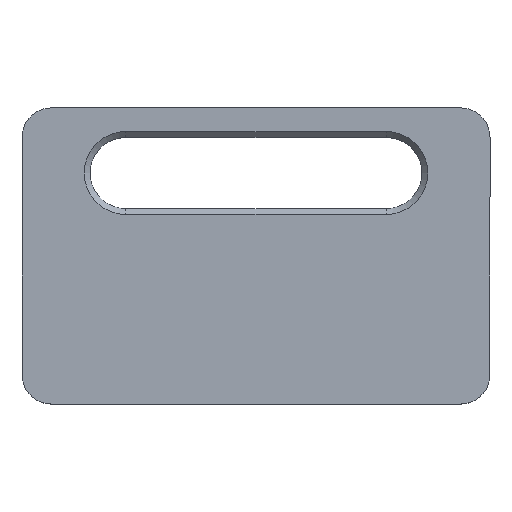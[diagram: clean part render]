
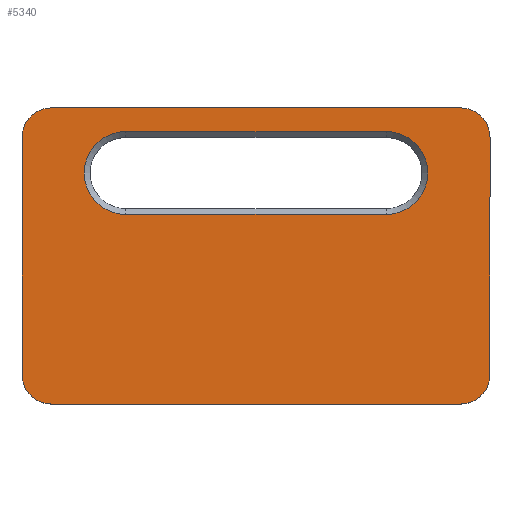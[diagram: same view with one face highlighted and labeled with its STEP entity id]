
A CAD part, top view. The second image highlights one B-rep face of the part: STEP entity #5340.
In plain terms, the highlighted face is planar.
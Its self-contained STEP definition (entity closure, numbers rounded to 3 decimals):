
#319=FACE_BOUND('',#828,.T.);
#369=PLANE('',#5894);
#528=FACE_OUTER_BOUND('',#827,.T.);
#827=EDGE_LOOP('',(#3779,#3780,#3781,#3782,#3783,#3784,#3785,#3786));
#828=EDGE_LOOP('',(#3787,#3788,#3789,#3790));
#1181=LINE('',#8243,#1592);
#1184=LINE('',#8249,#1595);
#1185=LINE('',#8253,#1596);
#1186=LINE('',#8257,#1597);
#1187=LINE('',#8261,#1598);
#1188=LINE('',#8265,#1599);
#1592=VECTOR('',#6635,10.);
#1595=VECTOR('',#6640,10.);
#1596=VECTOR('',#6643,10.);
#1597=VECTOR('',#6646,10.);
#1598=VECTOR('',#6649,10.);
#1599=VECTOR('',#6652,10.);
#1966=CIRCLE('',#5892,10.);
#1967=CIRCLE('',#5895,10.);
#1968=CIRCLE('',#5896,10.);
#1969=CIRCLE('',#5897,10.);
#1970=CIRCLE('',#5898,14.);
#1971=CIRCLE('',#5899,14.);
#2270=VERTEX_POINT('',#8236);
#2271=VERTEX_POINT('',#8238);
#2272=VERTEX_POINT('',#8242);
#2274=VERTEX_POINT('',#8248);
#2275=VERTEX_POINT('',#8250);
#2276=VERTEX_POINT('',#8252);
#2277=VERTEX_POINT('',#8254);
#2278=VERTEX_POINT('',#8256);
#2279=VERTEX_POINT('',#8259);
#2280=VERTEX_POINT('',#8260);
#2281=VERTEX_POINT('',#8262);
#2282=VERTEX_POINT('',#8264);
#2857=EDGE_CURVE('',#2270,#2271,#1966,.T.);
#2859=EDGE_CURVE('',#2271,#2272,#1181,.T.);
#2862=EDGE_CURVE('',#2274,#2270,#1184,.T.);
#2863=EDGE_CURVE('',#2275,#2274,#1967,.T.);
#2864=EDGE_CURVE('',#2276,#2275,#1185,.T.);
#2865=EDGE_CURVE('',#2277,#2276,#1968,.T.);
#2866=EDGE_CURVE('',#2278,#2277,#1186,.T.);
#2867=EDGE_CURVE('',#2272,#2278,#1969,.T.);
#2868=EDGE_CURVE('',#2279,#2280,#1187,.T.);
#2869=EDGE_CURVE('',#2281,#2279,#1970,.T.);
#2870=EDGE_CURVE('',#2282,#2281,#1188,.T.);
#2871=EDGE_CURVE('',#2280,#2282,#1971,.T.);
#3779=ORIENTED_EDGE('',*,*,#2857,.F.);
#3780=ORIENTED_EDGE('',*,*,#2862,.F.);
#3781=ORIENTED_EDGE('',*,*,#2863,.F.);
#3782=ORIENTED_EDGE('',*,*,#2864,.F.);
#3783=ORIENTED_EDGE('',*,*,#2865,.F.);
#3784=ORIENTED_EDGE('',*,*,#2866,.F.);
#3785=ORIENTED_EDGE('',*,*,#2867,.F.);
#3786=ORIENTED_EDGE('',*,*,#2859,.F.);
#3787=ORIENTED_EDGE('',*,*,#2868,.F.);
#3788=ORIENTED_EDGE('',*,*,#2869,.F.);
#3789=ORIENTED_EDGE('',*,*,#2870,.F.);
#3790=ORIENTED_EDGE('',*,*,#2871,.F.);
#5340=ADVANCED_FACE('',(#528,#319),#369,.F.);
#5892=AXIS2_PLACEMENT_3D('',#8239,#6630,#6631);
#5894=AXIS2_PLACEMENT_3D('',#8247,#6638,#6639);
#5895=AXIS2_PLACEMENT_3D('',#8251,#6641,#6642);
#5896=AXIS2_PLACEMENT_3D('',#8255,#6644,#6645);
#5897=AXIS2_PLACEMENT_3D('',#8258,#6647,#6648);
#5898=AXIS2_PLACEMENT_3D('',#8263,#6650,#6651);
#5899=AXIS2_PLACEMENT_3D('',#8266,#6653,#6654);
#6630=DIRECTION('center_axis',(0.,0.,1.));
#6631=DIRECTION('ref_axis',(0.707,0.707,0.));
#6635=DIRECTION('',(-1.,0.,0.));
#6638=DIRECTION('center_axis',(0.,0.,1.));
#6639=DIRECTION('ref_axis',(1.,0.,0.));
#6640=DIRECTION('',(0.,1.,0.));
#6641=DIRECTION('center_axis',(0.,0.,1.));
#6642=DIRECTION('ref_axis',(0.707,-0.707,0.));
#6643=DIRECTION('',(1.,0.,0.));
#6644=DIRECTION('center_axis',(0.,0.,1.));
#6645=DIRECTION('ref_axis',(-0.707,-0.707,0.));
#6646=DIRECTION('',(0.,-1.,0.));
#6647=DIRECTION('center_axis',(0.,0.,1.));
#6648=DIRECTION('ref_axis',(-0.707,0.707,0.));
#6649=DIRECTION('',(-1.,0.,0.));
#6650=DIRECTION('center_axis',(0.,0.,-1.));
#6651=DIRECTION('ref_axis',(0.,1.,0.));
#6652=DIRECTION('',(1.,0.,0.));
#6653=DIRECTION('center_axis',(0.,0.,-1.));
#6654=DIRECTION('ref_axis',(0.,-1.,0.));
#8236=CARTESIAN_POINT('',(158.,90.,0.));
#8238=CARTESIAN_POINT('',(148.,100.,0.));
#8239=CARTESIAN_POINT('Origin',(148.,90.,0.));
#8242=CARTESIAN_POINT('',(10.,100.,0.));
#8243=CARTESIAN_POINT('',(158.,100.,0.));
#8247=CARTESIAN_POINT('Origin',(79.,50.,0.));
#8248=CARTESIAN_POINT('',(158.,10.,0.));
#8249=CARTESIAN_POINT('',(158.,0.,0.));
#8250=CARTESIAN_POINT('',(148.,0.,0.));
#8251=CARTESIAN_POINT('Origin',(148.,10.,0.));
#8252=CARTESIAN_POINT('',(10.,0.,0.));
#8253=CARTESIAN_POINT('',(0.,0.,0.));
#8254=CARTESIAN_POINT('',(0.,10.,0.));
#8255=CARTESIAN_POINT('Origin',(10.,10.,0.));
#8256=CARTESIAN_POINT('',(0.,90.,0.));
#8257=CARTESIAN_POINT('',(0.,100.,0.));
#8258=CARTESIAN_POINT('Origin',(10.,90.,0.));
#8259=CARTESIAN_POINT('',(123.,64.,0.));
#8260=CARTESIAN_POINT('',(35.,64.,0.));
#8261=CARTESIAN_POINT('',(57.,64.,0.));
#8262=CARTESIAN_POINT('',(123.,92.,0.));
#8263=CARTESIAN_POINT('Origin',(123.,78.,0.));
#8264=CARTESIAN_POINT('',(35.,92.,0.));
#8265=CARTESIAN_POINT('',(101.,92.,0.));
#8266=CARTESIAN_POINT('Origin',(35.,78.,0.));
